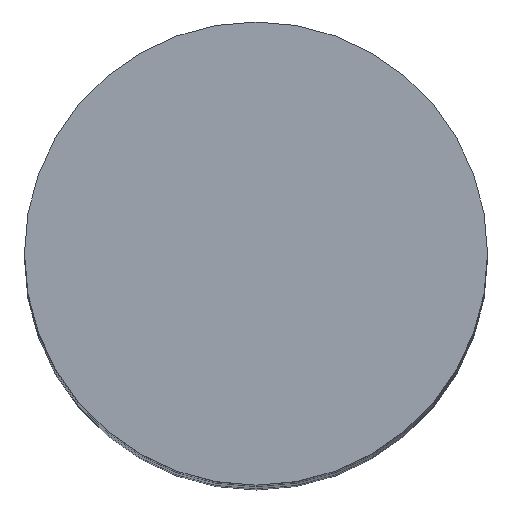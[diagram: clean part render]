
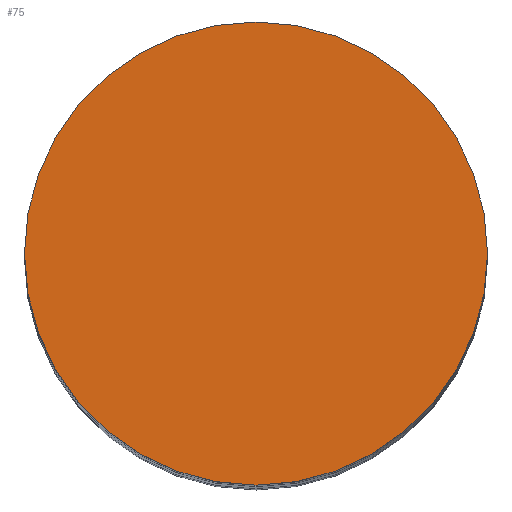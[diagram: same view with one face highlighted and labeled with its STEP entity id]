
A CAD part, top view. The second image highlights one B-rep face of the part: STEP entity #75.
In plain terms, the highlighted planar face has unit normal (0, 0, 1).
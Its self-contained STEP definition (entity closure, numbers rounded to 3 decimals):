
#75=ADVANCED_FACE('',(#89),#83,.T.);
#83=PLANE('',#202);
#89=FACE_OUTER_BOUND('',#101,.T.);
#101=EDGE_LOOP('',(#115));
#115=ORIENTED_EDGE('',*,*,#131,.F.);
#124=VERTEX_POINT('',#287);
#131=EDGE_CURVE('',#124,#124,#138,.T.);
#138=CIRCLE('',#201,6.35);
#201=AXIS2_PLACEMENT_3D('',#286,#238,#239);
#202=AXIS2_PLACEMENT_3D('',#288,#240,#241);
#238=DIRECTION('',(0.,0.,-1.));
#239=DIRECTION('',(-1.,0.,0.));
#240=DIRECTION('',(0.,0.,1.));
#241=DIRECTION('',(-1.,0.,0.));
#286=CARTESIAN_POINT('',(0.,0.,0.));
#287=CARTESIAN_POINT('',(-6.35,0.,0.));
#288=CARTESIAN_POINT('',(6.35,0.,0.));
